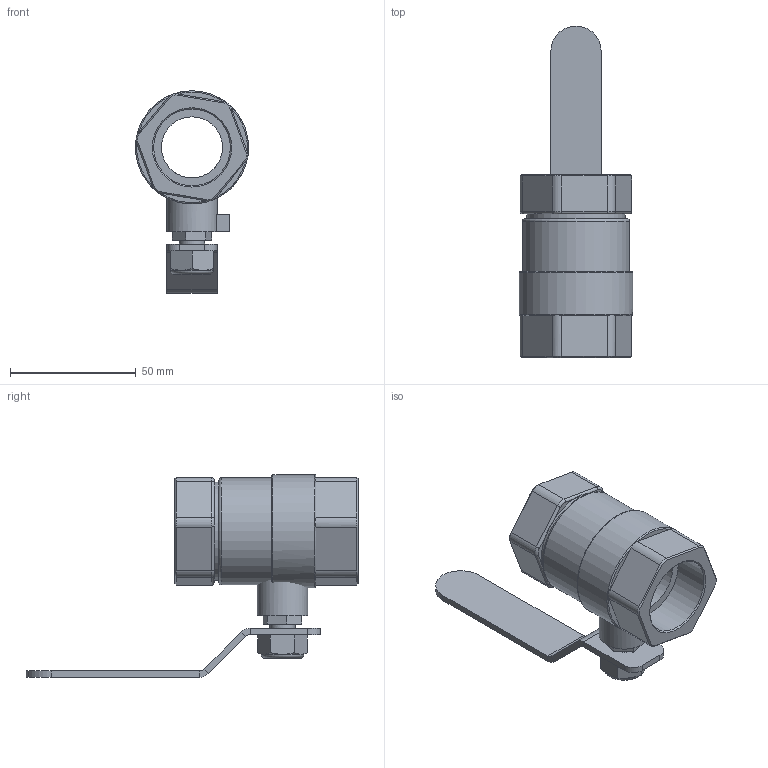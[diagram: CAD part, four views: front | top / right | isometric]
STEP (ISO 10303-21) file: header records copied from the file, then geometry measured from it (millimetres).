
FILE_DESCRIPTION(/* description */ (''),/* implementation_level */ '2;1');
FILE_NAME(/* name */ '1050 1_ Muf_Muf .step',/* time_stamp */ '2018-06-06T12:34:35+02:00',/* author */ ('mr84N69'),/* organization */ (''),/* preprocessor_version */ 'ST-DEVELOPER v17',/* originating_system */ 'Autodesk Translation Framework v7.1.0.215',/* authorisation */ '');
FILE_SCHEMA (('AUTOMOTIVE_DESIGN { 1 0 10303 214 3 1 1 }'));
Length unit declared in the file: millimetre
Products named in the file (4): 1050 1" Muf/Muf; Component1; Håndtag 1"; 94645A220
Assembly tree (3 placements, depth 2):
  1050 1" Muf/Muf
    Component1
    Håndtag 1"
    94645A220
Bounding box: 45 x 131.97 x 80.47 mm (x, y, z)
Volume: 78672 mm3; surface area: 30089.5 mm2
Topology: 7 solids, 7 shells, 199 faces, 467 edges, 290 vertices
Faces by surface type: plane 93, cylinder 53, cone 41, torus 12
Full cylindrical faces by diameter (mm): 10 x1, 10.552 x1, 10.681 x5, 12 x5, 12.109 x1, 20 x1, 24.3 x2, 30.5 x2, 39 x1, 42.5 x1, 45 x1
Entity records: 6355 total; most frequent: CARTESIAN_POINT 1686, DIRECTION 986, ORIENTED_EDGE 934, EDGE_CURVE 467, AXIS2_PLACEMENT_3D 383, VERTEX_POINT 290, LINE 220, VECTOR 220
